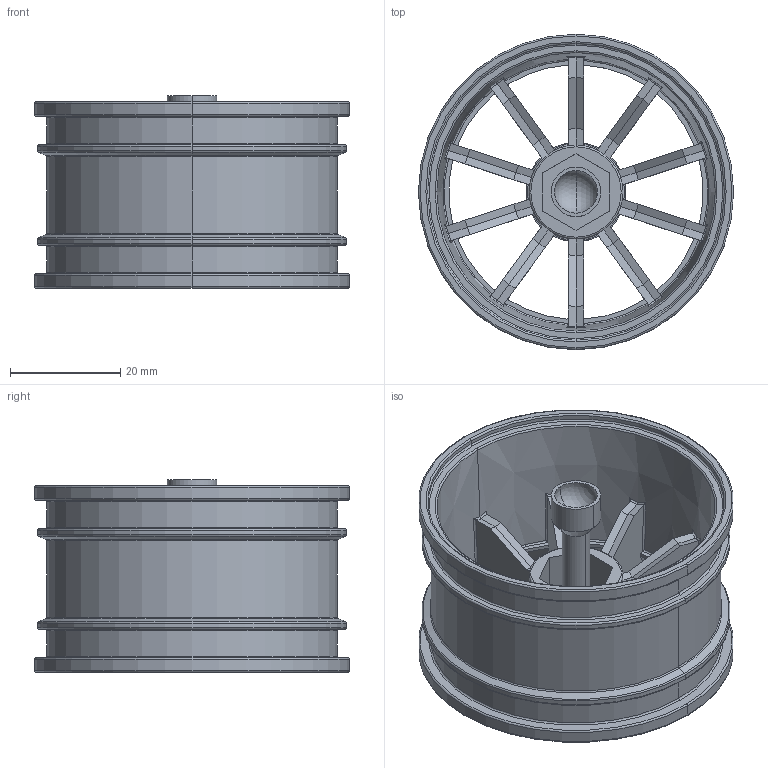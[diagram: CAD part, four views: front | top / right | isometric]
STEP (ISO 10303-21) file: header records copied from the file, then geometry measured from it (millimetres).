
FILE_DESCRIPTION (( 'STEP AP203' ), '1' );
FILE_NAME ('V4_Wheel_Default_sldprt.STEP', '2019-01-08T05:43:40', ( '' ), ( '' ), 'SwSTEP 2.0', 'SolidWorks 2016', '' );
FILE_SCHEMA (( 'CONFIG_CONTROL_DESIGN' ));
Length unit declared in the file: millimetre
Products named in the file (1): V4_Wheel_Default_sldprt
Bounding box: 57.2 x 57.2 x 34.9 mm (x, y, z)
Volume: 20397.8 mm3; surface area: 20905.9 mm2
Topology: 1 solids, 1 shells, 549 faces, 1503 edges, 938 vertices
Faces by surface type: torus 138, plane 138, cylinder 101, bspline 91, cone 58, sphere 23
Entity records: 19264 total; most frequent: CARTESIAN_POINT 6311, ORIENTED_EDGE 2974, DIRECTION 2455, EDGE_CURVE 1487, AXIS2_PLACEMENT_3D 1004, VERTEX_POINT 931, EDGE_LOOP 560, FACE_OUTER_BOUND 549
